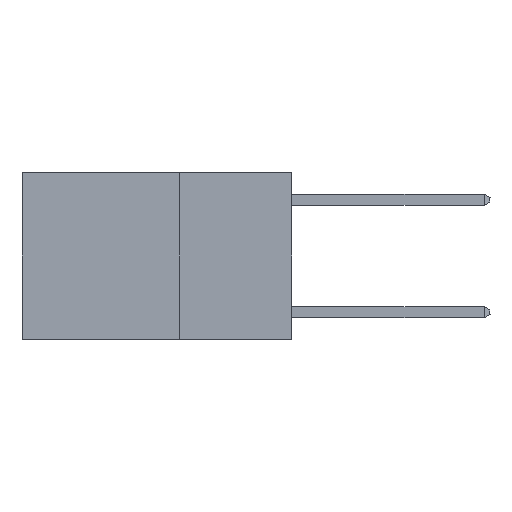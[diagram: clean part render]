
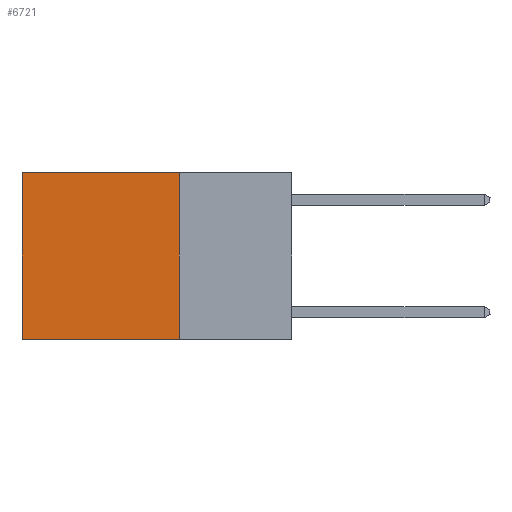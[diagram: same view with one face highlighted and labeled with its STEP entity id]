
A CAD part, left-side view. The second image highlights one B-rep face of the part: STEP entity #6721.
In plain terms, the highlighted planar face has unit normal (-1, 0, 0).
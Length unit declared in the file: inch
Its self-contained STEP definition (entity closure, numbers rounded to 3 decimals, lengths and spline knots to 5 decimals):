
#441 = EDGE_CURVE ( 'NONE', #9470, #3673, #8569, .T. ) ;
#540 = CARTESIAN_POINT ( 'NONE',  ( 0.2625, 0.6, 0. ) ) ;
#1143 = DIRECTION ( 'NONE',  ( 0., 0., -1. ) ) ;
#1547 = CARTESIAN_POINT ( 'NONE',  ( 0.2625, 0.25, 0. ) ) ;
#1706 = EDGE_CURVE ( 'NONE', #9470, #7489, #2195, .T. ) ;
#2057 = VECTOR ( 'NONE', #10135, 39.37008 ) ;
#2195 = LINE ( 'NONE', #6187, #2057 ) ;
#2714 = DIRECTION ( 'NONE',  ( 1., 0., 0. ) ) ;
#3643 = CARTESIAN_POINT ( 'NONE',  ( 0.2625, 0.25, 0. ) ) ;
#3673 = VERTEX_POINT ( 'NONE', #11089 ) ;
#4153 = EDGE_CURVE ( 'NONE', #3673, #7823, #6870, .T. ) ;
#4190 = CARTESIAN_POINT ( 'NONE',  ( 0.2625, 0.6, 0. ) ) ;
#4802 = ORIENTED_EDGE ( 'NONE', *, *, #1706, .T. ) ;
#6116 = LINE ( 'NONE', #4190, #7836 ) ;
#6187 = CARTESIAN_POINT ( 'NONE',  ( 0.2625, 0.25, 0. ) ) ;
#6619 = CARTESIAN_POINT ( 'NONE',  ( 0.2625, 0.25, 0. ) ) ;
#6721 = ADVANCED_FACE ( 'NONE', ( #6780 ), #6845, .F. ) ;
#6780 = FACE_OUTER_BOUND ( 'NONE', #12123, .T. ) ;
#6845 = PLANE ( 'NONE',  #7946 ) ;
#6870 = LINE ( 'NONE', #7121, #12512 ) ;
#7066 = CARTESIAN_POINT ( 'NONE',  ( 0.2625, 0.6, -0.37 ) ) ;
#7104 = ORIENTED_EDGE ( 'NONE', *, *, #441, .F. ) ;
#7121 = CARTESIAN_POINT ( 'NONE',  ( 0.2625, 0.25, -0.37 ) ) ;
#7489 = VERTEX_POINT ( 'NONE', #540 ) ;
#7552 = DIRECTION ( 'NONE',  ( 0., 0., -1. ) ) ;
#7750 = ORIENTED_EDGE ( 'NONE', *, *, #4153, .F. ) ;
#7823 = VERTEX_POINT ( 'NONE', #7066 ) ;
#7836 = VECTOR ( 'NONE', #1143, 39.37008 ) ;
#7946 = AXIS2_PLACEMENT_3D ( 'NONE', #1547, #2714, #7552 ) ;
#8569 = LINE ( 'NONE', #3643, #10274 ) ;
#8715 = EDGE_CURVE ( 'NONE', #7489, #7823, #6116, .T. ) ;
#9440 = ORIENTED_EDGE ( 'NONE', *, *, #8715, .T. ) ;
#9470 = VERTEX_POINT ( 'NONE', #6619 ) ;
#9915 = DIRECTION ( 'NONE',  ( 0., 1., 0. ) ) ;
#10135 = DIRECTION ( 'NONE',  ( 0., 1., 0. ) ) ;
#10274 = VECTOR ( 'NONE', #10315, 39.37008 ) ;
#10315 = DIRECTION ( 'NONE',  ( 0., 0., -1. ) ) ;
#11089 = CARTESIAN_POINT ( 'NONE',  ( 0.2625, 0.25, -0.37 ) ) ;
#12123 = EDGE_LOOP ( 'NONE', ( #9440, #7750, #7104, #4802 ) ) ;
#12512 = VECTOR ( 'NONE', #9915, 39.37008 ) ;
